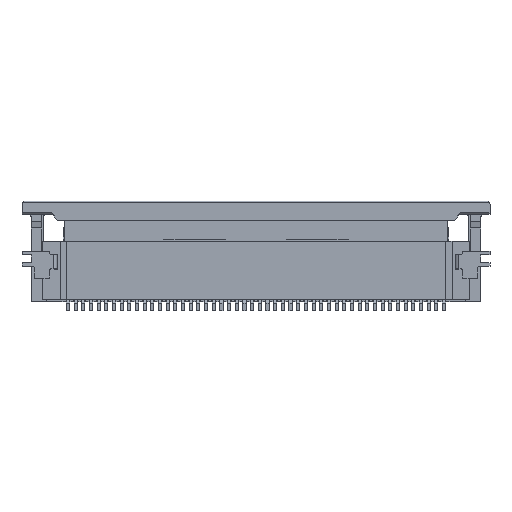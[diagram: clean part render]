
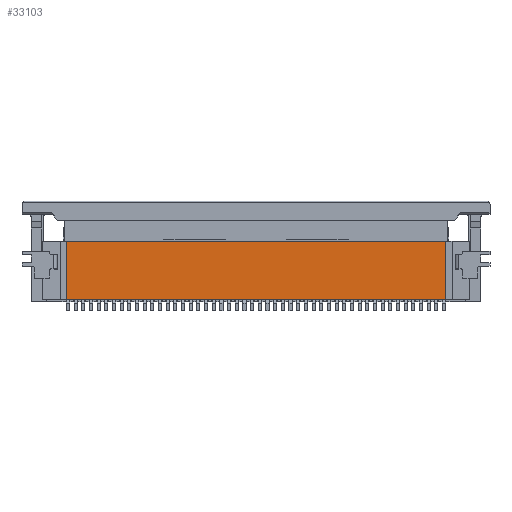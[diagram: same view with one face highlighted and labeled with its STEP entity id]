
A CAD part, front view. The second image highlights one B-rep face of the part: STEP entity #33103.
In plain terms, the highlighted planar face has unit normal (0, -1, 0).
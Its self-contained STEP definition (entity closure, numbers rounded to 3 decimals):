
#182=DIRECTION('',(0.,0.,1.));
#183=VECTOR('',#182,3.8);
#184=CARTESIAN_POINT('',(12.375,0.06,0.15));
#185=LINE('',#184,#183);
#186=DIRECTION('',(0.,0.,-1.));
#187=VECTOR('',#186,3.8);
#188=CARTESIAN_POINT('',(-12.325,0.06,3.95));
#189=LINE('',#188,#187);
#1566=DIRECTION('',(1.,0.,0.));
#1567=VECTOR('',#1566,24.7);
#1568=CARTESIAN_POINT('',(-12.325,0.06,3.95));
#1569=LINE('',#1568,#1567);
#4096=DIRECTION('',(1.,0.,0.));
#4097=VECTOR('',#4096,24.7);
#4098=CARTESIAN_POINT('',(-12.325,0.06,0.15));
#4099=LINE('',#4098,#4097);
#24887=CARTESIAN_POINT('',(-12.325,0.06,3.95));
#24888=CARTESIAN_POINT('',(12.375,0.06,3.95));
#24889=VERTEX_POINT('',#24887);
#24890=VERTEX_POINT('',#24888);
#24913=CARTESIAN_POINT('',(-12.325,0.06,0.15));
#24914=CARTESIAN_POINT('',(12.375,0.06,0.15));
#24915=VERTEX_POINT('',#24913);
#24916=VERTEX_POINT('',#24914);
#33088=CARTESIAN_POINT('',(0.,0.06,3.95));
#33089=DIRECTION('',(0.,-1.,0.));
#33090=DIRECTION('',(1.,0.,0.));
#33091=AXIS2_PLACEMENT_3D('',#33088,#33089,#33090);
#33092=PLANE('',#33091);
#33094=ORIENTED_EDGE('',*,*,#33093,.T.);
#33096=ORIENTED_EDGE('',*,*,#33095,.F.);
#33098=ORIENTED_EDGE('',*,*,#33097,.F.);
#33100=ORIENTED_EDGE('',*,*,#33099,.F.);
#33101=EDGE_LOOP('',(#33094,#33096,#33098,#33100));
#33102=FACE_OUTER_BOUND('',#33101,.F.);
#33103=ADVANCED_FACE('',(#33102),#33092,.T.);
#33093=EDGE_CURVE('',#24889,#24890,#1569,.T.);
#33095=EDGE_CURVE('',#24916,#24890,#185,.T.);
#33097=EDGE_CURVE('',#24915,#24916,#4099,.T.);
#33099=EDGE_CURVE('',#24889,#24915,#189,.T.);
